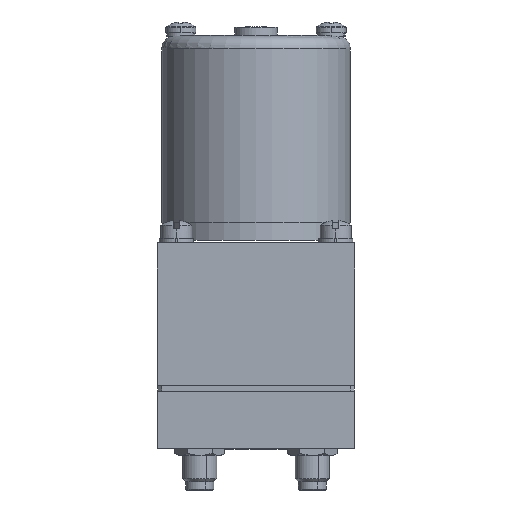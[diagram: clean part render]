
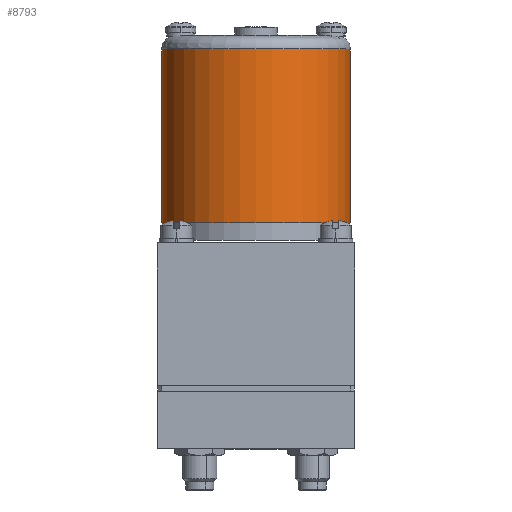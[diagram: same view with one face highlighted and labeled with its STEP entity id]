
A CAD part, left-side view. The second image highlights one B-rep face of the part: STEP entity #8793.
In plain terms, the highlighted cylindrical face has radius 17.462 mm (diameter 34.925 mm), a partial arc.
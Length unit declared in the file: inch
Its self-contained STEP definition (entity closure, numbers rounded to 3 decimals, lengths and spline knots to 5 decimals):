
#1 = VERTEX_POINT ( 'NONE', #2651 ) ;
#111 = ORIENTED_EDGE ( 'NONE', *, *, #4023, .F. ) ;
#161 = CIRCLE ( 'NONE', #3351, 0.6875 ) ;
#1833 = LINE ( 'NONE', #7063, #12728 ) ;
#1931 = DIRECTION ( 'NONE',  ( 0., 0., 1. ) ) ;
#2194 = CARTESIAN_POINT ( 'NONE',  ( 0., 0.6875, 1.185 ) ) ;
#2625 = LINE ( 'NONE', #13809, #9151 ) ;
#2651 = CARTESIAN_POINT ( 'NONE',  ( 0., -0.6875, 1.185 ) ) ;
#2751 = FACE_OUTER_BOUND ( 'NONE', #3823, .T. ) ;
#2906 = CARTESIAN_POINT ( 'NONE',  ( 0., 0., 1.185 ) ) ;
#3094 = DIRECTION ( 'NONE',  ( 0., 1., 0. ) ) ;
#3326 = AXIS2_PLACEMENT_3D ( 'NONE', #11951, #10693, #3094 ) ;
#3351 = AXIS2_PLACEMENT_3D ( 'NONE', #14107, #10217, #6491 ) ;
#3764 = CARTESIAN_POINT ( 'NONE',  ( 0., -0.6875, 2.452 ) ) ;
#3823 = EDGE_LOOP ( 'NONE', ( #111, #13279, #13147, #12992 ) ) ;
#4023 = EDGE_CURVE ( 'NONE', #16393, #16076, #1833, .T. ) ;
#4103 = EDGE_CURVE ( 'NONE', #1, #13292, #2625, .T. ) ;
#6491 = DIRECTION ( 'NONE',  ( 0., 1., 0. ) ) ;
#6729 = DIRECTION ( 'NONE',  ( 0., -1., 0. ) ) ;
#7063 = CARTESIAN_POINT ( 'NONE',  ( 0., 0.6875, 1.185 ) ) ;
#8577 = DIRECTION ( 'NONE',  ( 0., 0., 1. ) ) ;
#8793 = ADVANCED_FACE ( 'NONE', ( #2751 ), #12468, .T. ) ;
#9151 = VECTOR ( 'NONE', #8577, 39.37008 ) ;
#10184 = EDGE_CURVE ( 'NONE', #1, #16393, #161, .T. ) ;
#10201 = AXIS2_PLACEMENT_3D ( 'NONE', #2906, #15607, #6729 ) ;
#10217 = DIRECTION ( 'NONE',  ( 0., 0., -1. ) ) ;
#10693 = DIRECTION ( 'NONE',  ( 0., 0., -1. ) ) ;
#11951 = CARTESIAN_POINT ( 'NONE',  ( 0., 0., 2.452 ) ) ;
#12080 = CIRCLE ( 'NONE', #3326, 0.6875 ) ;
#12468 = CYLINDRICAL_SURFACE ( 'NONE', #10201, 0.6875 ) ;
#12728 = VECTOR ( 'NONE', #1931, 39.37008 ) ;
#12992 = ORIENTED_EDGE ( 'NONE', *, *, #15676, .T. ) ;
#13147 = ORIENTED_EDGE ( 'NONE', *, *, #4103, .T. ) ;
#13279 = ORIENTED_EDGE ( 'NONE', *, *, #10184, .F. ) ;
#13292 = VERTEX_POINT ( 'NONE', #3764 ) ;
#13809 = CARTESIAN_POINT ( 'NONE',  ( 0., -0.6875, 1.185 ) ) ;
#13819 = CARTESIAN_POINT ( 'NONE',  ( 0., 0.6875, 2.452 ) ) ;
#14107 = CARTESIAN_POINT ( 'NONE',  ( 0., 0., 1.185 ) ) ;
#15607 = DIRECTION ( 'NONE',  ( 0., 0., 1. ) ) ;
#15676 = EDGE_CURVE ( 'NONE', #13292, #16076, #12080, .T. ) ;
#16076 = VERTEX_POINT ( 'NONE', #13819 ) ;
#16393 = VERTEX_POINT ( 'NONE', #2194 ) ;
